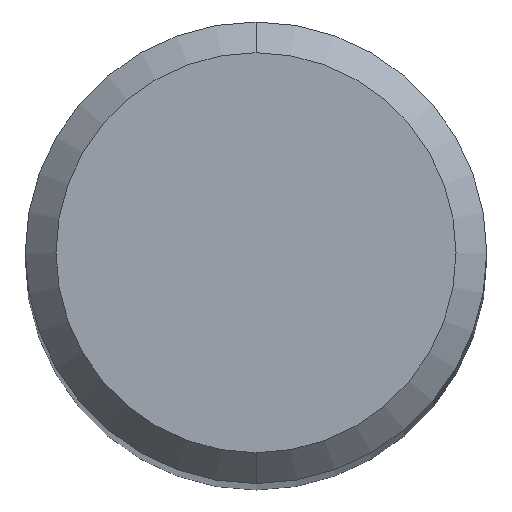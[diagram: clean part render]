
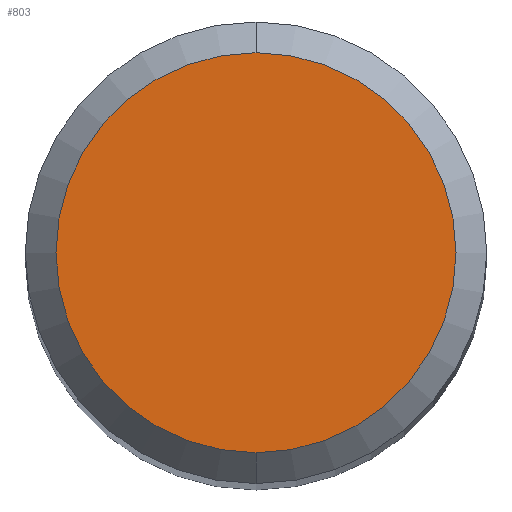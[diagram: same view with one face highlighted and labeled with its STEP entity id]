
A CAD part, top view. The second image highlights one B-rep face of the part: STEP entity #803.
In plain terms, the highlighted planar face has unit normal (0, 0, 1).
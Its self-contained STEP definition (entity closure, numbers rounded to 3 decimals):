
#353=VERTEX_POINT('',#996);
#385=EDGE_CURVE('',#353,#569,#1030,.T.);
#569=VERTEX_POINT('',#1232);
#803=ADVANCED_FACE('',(#1489),#1490,.T.);
#945=EDGE_CURVE('',#569,#353,#1646,.T.);
#996=CARTESIAN_POINT('',(0.0,2.6,0.));
#1030=CIRCLE('',#3161,2.6);
#1232=CARTESIAN_POINT('',(0.,-2.6,0.));
#1489=FACE_OUTER_BOUND('',#5418,.T.);
#1490=PLANE('',#5419);
#1646=CIRCLE('',#10213,2.6);
#3161=AXIS2_PLACEMENT_3D('',#10433,#10434,#10435);
#5418=EDGE_LOOP('',(#10911,#10912));
#5419=AXIS2_PLACEMENT_3D('',#10913,#10914,#10915);
#10213=AXIS2_PLACEMENT_3D('',#11085,#11086,#11087);
#10433=CARTESIAN_POINT('',(0.0,0.0,0.));
#10434=DIRECTION('',(0.0,0.0,-1.0));
#10435=DIRECTION('',(0.0,1.0,0.0));
#10911=ORIENTED_EDGE('',*,*,#385,.F.);
#10912=ORIENTED_EDGE('',*,*,#945,.F.);
#10913=CARTESIAN_POINT('',(0.0,1.3,0.));
#10914=DIRECTION('',(-0.0,0.0,1.0));
#10915=DIRECTION('',(0.0,-1.0,0.0));
#11085=CARTESIAN_POINT('',(0.0,0.0,0.));
#11086=DIRECTION('',(0.0,0.0,-1.0));
#11087=DIRECTION('',(0.0,1.0,0.0));
